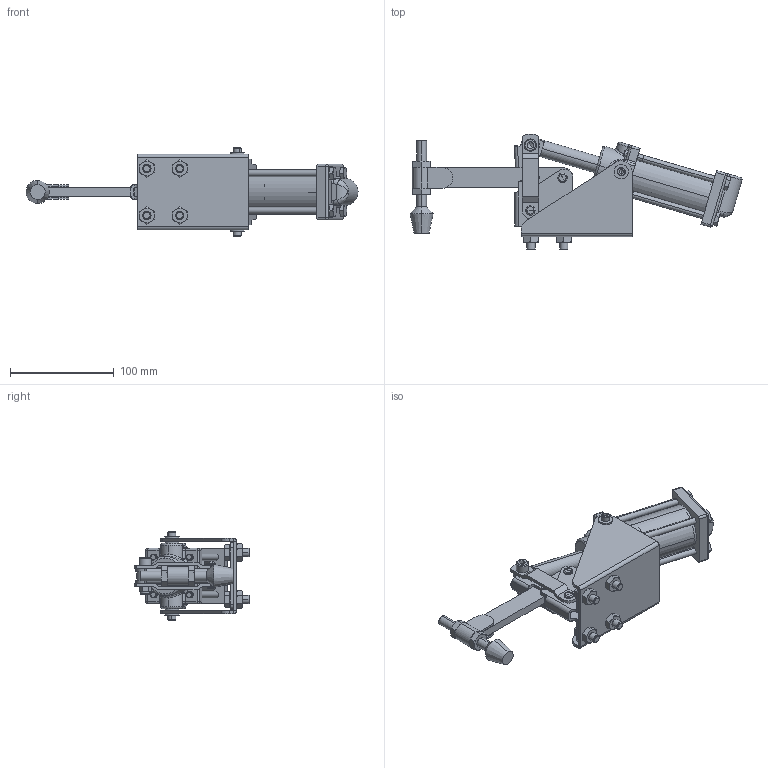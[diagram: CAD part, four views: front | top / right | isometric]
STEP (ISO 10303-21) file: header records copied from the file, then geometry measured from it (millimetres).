
FILE_DESCRIPTION (( 'STEP AP214' ), '1' );
FILE_NAME ('GH-12275-A(Â²¤Æ).STEP', '2020-07-23T05:22:57', ( 'LinWei' ), ( '' ), 'SwSTEP 2.0', 'SolidWorks 2016', '' );
FILE_SCHEMA (( 'AUTOMOTIVE_DESIGN' ));
Length unit declared in the file: millimetre
Products named in the file (8): 112275A08-1^GH-12275-A(簡化); 12265A-CYLINDER-1^GH-12275-A(簡化); Group8^GH-12275-A(簡化); Group7^GH-12275-A(簡化); Group4^GH-12275-A(簡化); Group2^GH-12275-A(簡化); Group1^GH-12275-A(簡化); GH-12275-A(簡化)
Assembly tree (7 placements, depth 2):
  GH-12275-A(簡化)
    Group1^GH-12275-A(簡化)
    Group2^GH-12275-A(簡化)
    Group4^GH-12275-A(簡化)
    Group7^GH-12275-A(簡化)
    Group8^GH-12275-A(簡化)
    12265A-CYLINDER-1^GH-12275-A(簡化)
    112275A08-1^GH-12275-A(簡化)
Bounding box: 320.36 x 111.8 x 85.65 mm (x, y, z)
Volume: 317355.1 mm3; surface area: 142520.8 mm2
Topology: 7 solids, 7 shells, 842 faces, 1979 edges, 1174 vertices
Faces by surface type: plane 348, cylinder 235, cone 208, torus 29, sphere 14, bspline 8
Entity records: 30808 total; most frequent: CARTESIAN_POINT 6747, DIRECTION 4100, ORIENTED_EDGE 3898, EDGE_CURVE 1949, AXIS2_PLACEMENT_3D 1621, VERTEX_POINT 1174, EDGE_LOOP 931, LINE 858
